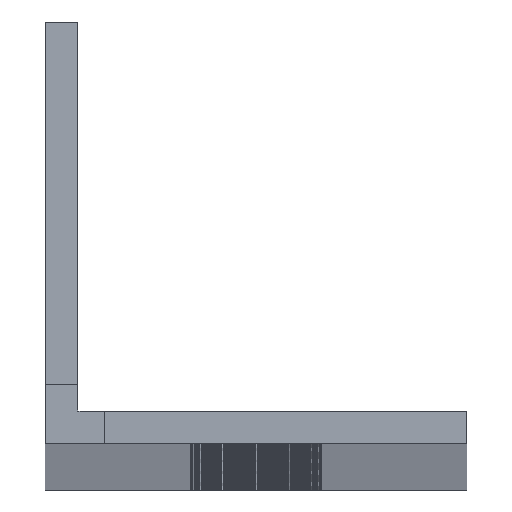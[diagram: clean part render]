
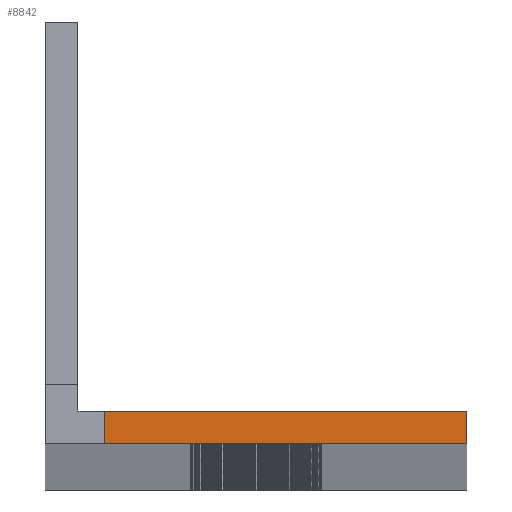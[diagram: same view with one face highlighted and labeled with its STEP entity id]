
A CAD part, top view. The second image highlights one B-rep face of the part: STEP entity #8842.
In plain terms, the highlighted planar face has unit normal (0, 0, 1).
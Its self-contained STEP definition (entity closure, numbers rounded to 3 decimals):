
#1023=FACE_OUTER_BOUND('',#1635,.T.);
#1635=EDGE_LOOP('',(#7196,#7197,#7198,#7199));
#1846=LINE('',#12356,#2676);
#2057=LINE('',#13177,#2887);
#2462=LINE('',#14386,#3292);
#2466=LINE('',#14395,#3296);
#2676=VECTOR('',#9894,10.);
#2887=VECTOR('',#10509,10.);
#3292=VECTOR('',#11718,10.);
#3296=VECTOR('',#11730,10.);
#3505=VERTEX_POINT('',#12353);
#3506=VERTEX_POINT('',#12355);
#3911=VERTEX_POINT('',#13169);
#3914=VERTEX_POINT('',#13175);
#4326=EDGE_CURVE('',#3506,#3505,#1846,.T.);
#4737=EDGE_CURVE('',#3914,#3911,#2057,.T.);
#5342=EDGE_CURVE('',#3505,#3911,#2462,.T.);
#5346=EDGE_CURVE('',#3914,#3506,#2466,.T.);
#7196=ORIENTED_EDGE('',*,*,#5342,.T.);
#7197=ORIENTED_EDGE('',*,*,#4737,.F.);
#7198=ORIENTED_EDGE('',*,*,#5346,.T.);
#7199=ORIENTED_EDGE('',*,*,#4326,.T.);
#8117=PLANE('',#9677);
#8842=ADVANCED_FACE('',(#1023),#8117,.T.);
#9677=AXIS2_PLACEMENT_3D('',#14394,#11728,#11729);
#9894=DIRECTION('',(-1.,0.,0.));
#10509=DIRECTION('',(-1.,0.,0.));
#11718=DIRECTION('',(0.,-1.,0.));
#11728=DIRECTION('center_axis',(0.,0.,1.));
#11729=DIRECTION('ref_axis',(1.,0.,0.));
#11730=DIRECTION('',(0.,1.,0.));
#12353=CARTESIAN_POINT('',(-27.5,2.5,0.));
#12355=CARTESIAN_POINT('',(0.,2.5,0.));
#12356=CARTESIAN_POINT('',(0.,2.5,0.));
#13169=CARTESIAN_POINT('',(-27.5,0.,0.));
#13175=CARTESIAN_POINT('',(0.,0.,0.));
#13177=CARTESIAN_POINT('',(0.,0.,0.));
#14386=CARTESIAN_POINT('',(-27.5,1.25,0.));
#14394=CARTESIAN_POINT('Origin',(-32.,4.5,0.));
#14395=CARTESIAN_POINT('',(0.,0.,0.));
